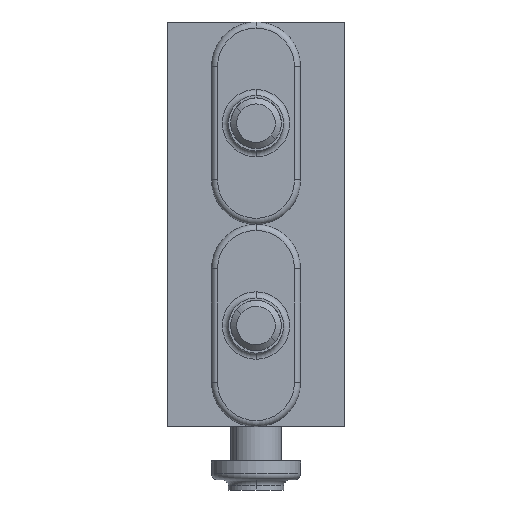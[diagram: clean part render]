
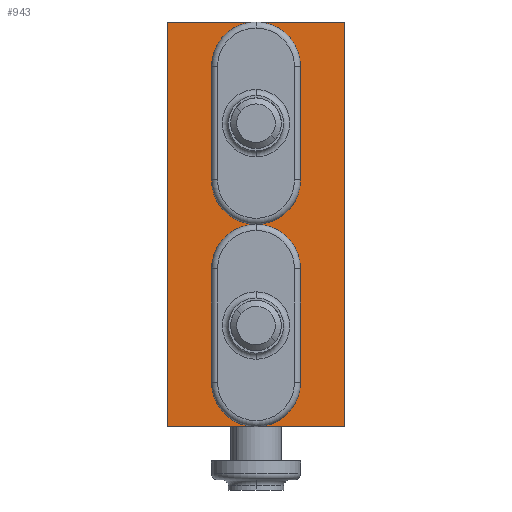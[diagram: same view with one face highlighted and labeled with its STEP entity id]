
A CAD part, front view. The second image highlights one B-rep face of the part: STEP entity #943.
In plain terms, the highlighted planar face has unit normal (0, -1, 0).
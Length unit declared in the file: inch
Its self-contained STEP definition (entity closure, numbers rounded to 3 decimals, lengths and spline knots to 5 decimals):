
#43 = VERTEX_POINT ( 'NONE', #401 ) ;
#51 = EDGE_CURVE ( 'NONE', #103, #2235, #463, .T. ) ;
#72 = ORIENTED_EDGE ( 'NONE', *, *, #51, .T. ) ;
#103 = VERTEX_POINT ( 'NONE', #785 ) ;
#131 = VERTEX_POINT ( 'NONE', #842 ) ;
#140 = FACE_BOUND ( 'NONE', #784, .T. ) ;
#141 = FACE_BOUND ( 'NONE', #2238, .T. ) ;
#142 = FACE_OUTER_BOUND ( 'NONE', #2102, .T. ) ;
#143 = PLANE ( 'NONE',  #144 ) ;
#144 = AXIS2_PLACEMENT_3D ( 'NONE', #145, #146, #147 ) ;
#145 = CARTESIAN_POINT ( 'NONE',  ( -0.4375, 0., 2. ) ) ;
#146 = DIRECTION ( 'NONE',  ( 0., -1., 0. ) ) ;
#147 = DIRECTION ( 'NONE',  ( 0., 0., -1. ) ) ;
#150 = EDGE_CURVE ( 'NONE', #43, #131, #862, .T. ) ;
#151 = CARTESIAN_POINT ( 'NONE',  ( -0.4375, 0., 2. ) ) ;
#250 = LINE ( 'NONE', #251, #254 ) ;
#251 = CARTESIAN_POINT ( 'NONE',  ( -0.4375, 0., 2. ) ) ;
#254 = VECTOR ( 'NONE', #255, 39.37008 ) ;
#255 = DIRECTION ( 'NONE',  ( 1., 0., 0. ) ) ;
#307 = ORIENTED_EDGE ( 'NONE', *, *, #150, .F. ) ;
#383 = CARTESIAN_POINT ( 'NONE',  ( 0.4375, 0., 0. ) ) ;
#401 = CARTESIAN_POINT ( 'NONE',  ( 0., 0., 1.3715 ) ) ;
#463 = LINE ( 'NONE', #464, #465 ) ;
#464 = CARTESIAN_POINT ( 'NONE',  ( -0.4375, 0., 0. ) ) ;
#465 = VECTOR ( 'NONE', #466, 39.37008 ) ;
#466 = DIRECTION ( 'NONE',  ( 1., 0., 0. ) ) ;
#487 = CIRCLE ( 'NONE', #488, 0.1285 ) ;
#488 = AXIS2_PLACEMENT_3D ( 'NONE', #489, #490, #491 ) ;
#489 = CARTESIAN_POINT ( 'NONE',  ( 0., 0., 1.5 ) ) ;
#490 = DIRECTION ( 'NONE',  ( 0., -1., 0. ) ) ;
#491 = DIRECTION ( 'NONE',  ( 0., 0., -1. ) ) ;
#672 = CARTESIAN_POINT ( 'NONE',  ( 0.4375, 0., 2. ) ) ;
#784 = EDGE_LOOP ( 'NONE', ( #307, #2254 ) ) ;
#785 = CARTESIAN_POINT ( 'NONE',  ( -0.4375, 0., 0. ) ) ;
#787 = LINE ( 'NONE', #788, #789 ) ;
#788 = CARTESIAN_POINT ( 'NONE',  ( 0.4375, 0., 2. ) ) ;
#789 = VECTOR ( 'NONE', #790, 39.37008 ) ;
#790 = DIRECTION ( 'NONE',  ( 0., 0., -1. ) ) ;
#842 = CARTESIAN_POINT ( 'NONE',  ( 0., 0., 1.6285 ) ) ;
#843 = CARTESIAN_POINT ( 'NONE',  ( 0., 0., 0.3715 ) ) ;
#844 = LINE ( 'NONE', #845, #846 ) ;
#845 = CARTESIAN_POINT ( 'NONE',  ( -0.4375, 0., 2. ) ) ;
#846 = VECTOR ( 'NONE', #847, 39.37008 ) ;
#847 = DIRECTION ( 'NONE',  ( 0., 0., -1. ) ) ;
#862 = CIRCLE ( 'NONE', #863, 0.1285 ) ;
#863 = AXIS2_PLACEMENT_3D ( 'NONE', #864, #865, #866 ) ;
#864 = CARTESIAN_POINT ( 'NONE',  ( 0., 0., 1.5 ) ) ;
#865 = DIRECTION ( 'NONE',  ( 0., -1., 0. ) ) ;
#866 = DIRECTION ( 'NONE',  ( 0., 0., -1. ) ) ;
#943 = ADVANCED_FACE ( 'NONE', ( #140, #141, #142 ), #143, .T. ) ;
#1013 = CIRCLE ( 'NONE', #1014, 0.1285 ) ;
#1014 = AXIS2_PLACEMENT_3D ( 'NONE', #1015, #1016, #1017 ) ;
#1015 = CARTESIAN_POINT ( 'NONE',  ( 0., 0., 0.5 ) ) ;
#1016 = DIRECTION ( 'NONE',  ( 0., -1., 0. ) ) ;
#1017 = DIRECTION ( 'NONE',  ( 0., 0., -1. ) ) ;
#1175 = CIRCLE ( 'NONE', #1176, 0.1285 ) ;
#1176 = AXIS2_PLACEMENT_3D ( 'NONE', #1177, #1178, #1179 ) ;
#1177 = CARTESIAN_POINT ( 'NONE',  ( 0., 0., 0.5 ) ) ;
#1178 = DIRECTION ( 'NONE',  ( 0., -1., 0. ) ) ;
#1179 = DIRECTION ( 'NONE',  ( 0., 0., -1. ) ) ;
#1185 = CARTESIAN_POINT ( 'NONE',  ( 0., 0., 0.6285 ) ) ;
#1623 = ORIENTED_EDGE ( 'NONE', *, *, #2446, .F. ) ;
#1641 = EDGE_CURVE ( 'NONE', #131, #43, #487, .T. ) ;
#2102 = EDGE_LOOP ( 'NONE', ( #1623, #2399, #2331, #72 ) ) ;
#2129 = ORIENTED_EDGE ( 'NONE', *, *, #2146, .F. ) ;
#2132 = VERTEX_POINT ( 'NONE', #843 ) ;
#2146 = EDGE_CURVE ( 'NONE', #2170, #2132, #1013, .T. ) ;
#2168 = EDGE_CURVE ( 'NONE', #2132, #2170, #1175, .T. ) ;
#2170 = VERTEX_POINT ( 'NONE', #1185 ) ;
#2204 = ORIENTED_EDGE ( 'NONE', *, *, #2168, .F. ) ;
#2235 = VERTEX_POINT ( 'NONE', #383 ) ;
#2238 = EDGE_LOOP ( 'NONE', ( #2204, #2129 ) ) ;
#2254 = ORIENTED_EDGE ( 'NONE', *, *, #1641, .F. ) ;
#2304 = EDGE_CURVE ( 'NONE', #2361, #103, #844, .T. ) ;
#2331 = ORIENTED_EDGE ( 'NONE', *, *, #2304, .T. ) ;
#2361 = VERTEX_POINT ( 'NONE', #151 ) ;
#2378 = EDGE_CURVE ( 'NONE', #2361, #2430, #250, .T. ) ;
#2399 = ORIENTED_EDGE ( 'NONE', *, *, #2378, .F. ) ;
#2430 = VERTEX_POINT ( 'NONE', #672 ) ;
#2446 = EDGE_CURVE ( 'NONE', #2430, #2235, #787, .T. ) ;
